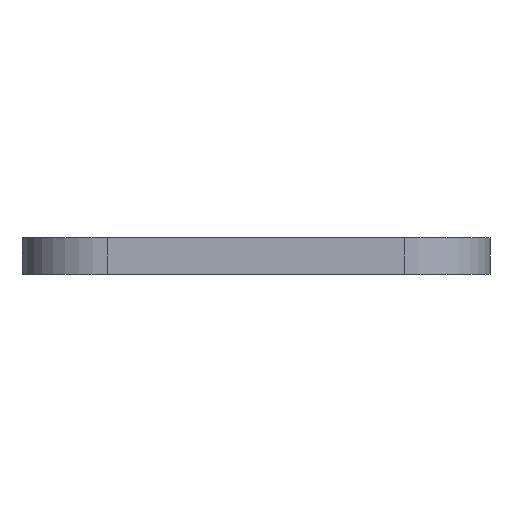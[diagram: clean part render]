
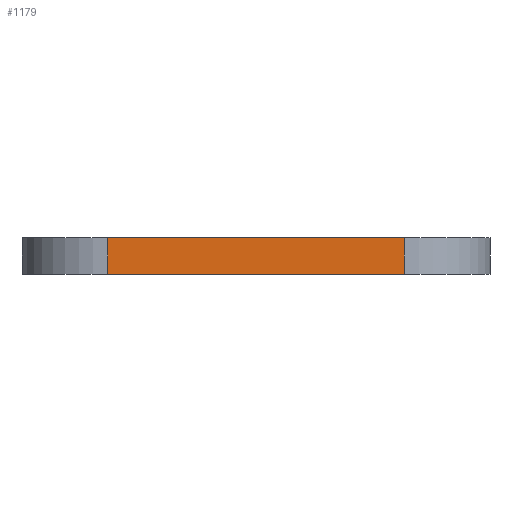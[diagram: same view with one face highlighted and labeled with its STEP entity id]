
A CAD part, front view. The second image highlights one B-rep face of the part: STEP entity #1179.
In plain terms, the highlighted planar face has unit normal (0, -1, 0).
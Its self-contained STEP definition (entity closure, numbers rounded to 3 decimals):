
#44=PLANE('',#1315);
#133=FACE_OUTER_BOUND('',#205,.T.);
#205=EDGE_LOOP('',(#1081,#1082,#1083,#1084));
#282=LINE('',#1925,#392);
#299=LINE('',#1961,#409);
#324=LINE('',#2015,#434);
#325=LINE('',#2017,#435);
#392=VECTOR('',#1556,10.);
#409=VECTOR('',#1595,10.);
#434=VECTOR('',#1656,10.);
#435=VECTOR('',#1659,10.);
#592=VERTEX_POINT('',#1922);
#593=VERTEX_POINT('',#1924);
#600=VERTEX_POINT('',#1958);
#601=VERTEX_POINT('',#1960);
#728=EDGE_CURVE('',#592,#593,#282,.T.);
#750=EDGE_CURVE('',#601,#600,#299,.T.);
#782=EDGE_CURVE('',#593,#600,#324,.T.);
#783=EDGE_CURVE('',#601,#592,#325,.T.);
#1081=ORIENTED_EDGE('',*,*,#782,.F.);
#1082=ORIENTED_EDGE('',*,*,#728,.F.);
#1083=ORIENTED_EDGE('',*,*,#783,.F.);
#1084=ORIENTED_EDGE('',*,*,#750,.T.);
#1179=ADVANCED_FACE('',(#133),#44,.T.);
#1315=AXIS2_PLACEMENT_3D('',#2016,#1657,#1658);
#1556=DIRECTION('',(-1.,0.,0.));
#1595=DIRECTION('',(-1.,0.,0.));
#1656=DIRECTION('',(0.,0.,1.));
#1657=DIRECTION('center_axis',(0.,-1.,0.));
#1658=DIRECTION('ref_axis',(1.,0.,0.));
#1659=DIRECTION('',(0.,0.,-1.));
#1922=CARTESIAN_POINT('',(15.45,-95.25,-10.3));
#1924=CARTESIAN_POINT('',(3.401,-95.25,-10.3));
#1925=CARTESIAN_POINT('',(329.564,-95.25,-10.3));
#1958=CARTESIAN_POINT('',(3.401,-95.25,-8.8));
#1960=CARTESIAN_POINT('',(15.45,-95.25,-8.8));
#1961=CARTESIAN_POINT('',(0.951,-95.25,-8.8));
#2015=CARTESIAN_POINT('',(3.401,-95.25,-10.3));
#2016=CARTESIAN_POINT('Origin',(0.951,-95.25,-10.3));
#2017=CARTESIAN_POINT('',(15.45,-95.25,-10.3));
